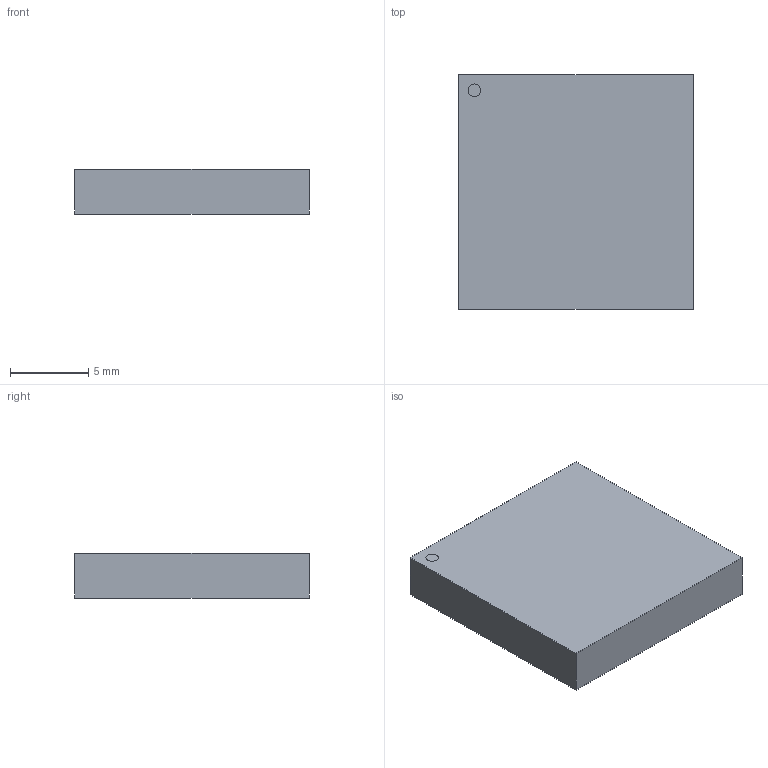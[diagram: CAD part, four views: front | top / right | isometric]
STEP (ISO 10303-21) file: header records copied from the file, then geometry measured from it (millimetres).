
FILE_DESCRIPTION((''),'2;1');
FILE_NAME('LGA118S127P12X12_1500X1500X292.stp','2012-02-08T09:26:44',(''),(''),'Mechanical Desktop 2011','Mechanical Desktop 2011',', , ');
FILE_SCHEMA(('AUTOMOTIVE_DESIGN { 1 2 10303 214 1 1 1 1 }'));
Length unit declared in the file: millimetre
Products named in the file (1): Product
Bounding box: 15 x 15 x 2.92 mm (x, y, z)
Volume: 648.1 mm3; surface area: 731.7 mm2
Topology: 120 solids, 120 shells, 720 faces, 1437 edges, 958 vertices
Faces by surface type: plane 714, cylinder 6
Entity records: 18173 total; most frequent: CARTESIAN_POINT 3116, DIRECTION 2891, ORIENTED_EDGE 2874, EDGE_CURVE 1437, VECTOR 1425, LINE 1425, VERTEX_POINT 958, AXIS2_PLACEMENT_3D 733
